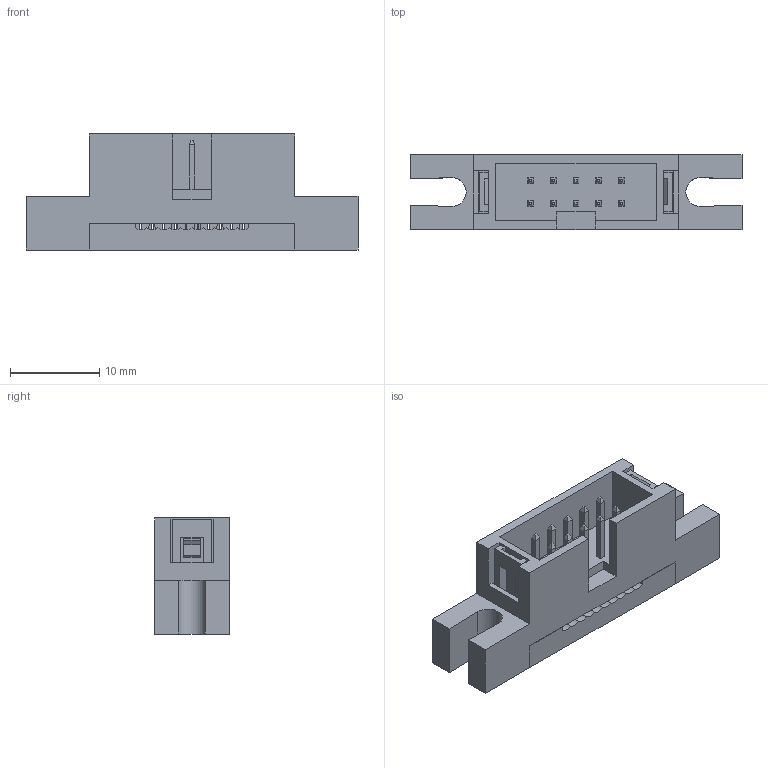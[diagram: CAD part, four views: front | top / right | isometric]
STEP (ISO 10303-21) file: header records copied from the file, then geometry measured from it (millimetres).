
FILE_DESCRIPTION( ( 'Unknown' ), '1' );
FILE_NAME( '61201025921.stp', 'Unknown', ( 'Unknown' ), ( 'Unknown' ), 'PSStep 14.0', 'Unknown', ' ' );
FILE_SCHEMA( ( 'AUTOMOTIVE_DESIGN { 1 0 10303 214 1 1 1 1 }' ) );
Length unit declared in the file: millimetre
Products named in the file (4): Assem1; 61201025921; 6120xx25921_PIN; 61201025921_PAD
Assembly tree (12 placements, depth 2):
  Assem1
    61201025921
    6120xx25921_PIN  x10
    61201025921_PAD
Bounding box: 37.2 x 8.4 x 13 mm (x, y, z)
Volume: 2035.3 mm3; surface area: 3369.5 mm2
Topology: 12 solids, 12 shells, 526 faces, 1398 edges, 896 vertices
Faces by surface type: plane 474, cylinder 52
Entity records: 12295 total; most frequent: CARTESIAN_POINT 1753, ORIENTED_EDGE 1734, DIRECTION 1547, EDGE_CURVE 867, LINE 815, VECTOR 815, VERTEX_POINT 572, AXIS2_PLACEMENT_3D 366
